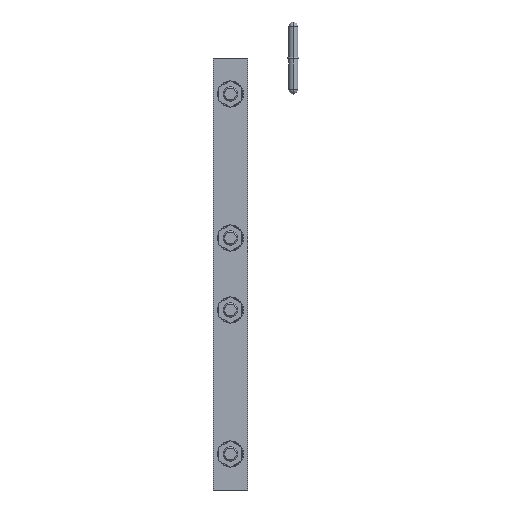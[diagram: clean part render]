
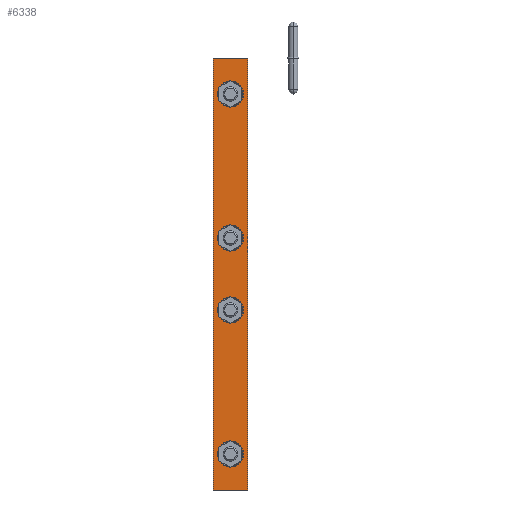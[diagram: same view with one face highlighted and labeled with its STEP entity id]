
A CAD part, left-side view. The second image highlights one B-rep face of the part: STEP entity #6338.
In plain terms, the highlighted planar face has unit normal (-1, 0, 0).
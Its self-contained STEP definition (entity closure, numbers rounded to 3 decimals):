
#69 = CIRCLE ( 'NONE', #8907, 4. ) ;
#82 = DIRECTION ( 'NONE',  ( -1., 0., 0. ) ) ;
#105 = FACE_BOUND ( 'NONE', #6561, .T. ) ;
#166 = PLANE ( 'NONE',  #7118 ) ;
#296 = AXIS2_PLACEMENT_3D ( 'NONE', #7848, #4751, #6448 ) ;
#338 = CARTESIAN_POINT ( 'NONE',  ( 0., 0., -24. ) ) ;
#351 = AXIS2_PLACEMENT_3D ( 'NONE', #1945, #3996, #8335 ) ;
#391 = ORIENTED_EDGE ( 'NONE', *, *, #1564, .F. ) ;
#554 = CARTESIAN_POINT ( 'NONE',  ( 0., -9.525, -120. ) ) ;
#560 = ORIENTED_EDGE ( 'NONE', *, *, #2139, .F. ) ;
#822 = ORIENTED_EDGE ( 'NONE', *, *, #3672, .F. ) ;
#872 = CARTESIAN_POINT ( 'NONE',  ( 0., 0., 104. ) ) ;
#970 = ORIENTED_EDGE ( 'NONE', *, *, #8786, .F. ) ;
#1037 = CARTESIAN_POINT ( 'NONE',  ( 0., 0., 24. ) ) ;
#1149 = VERTEX_POINT ( 'NONE', #4335 ) ;
#1267 = VERTEX_POINT ( 'NONE', #338 ) ;
#1416 = VERTEX_POINT ( 'NONE', #554 ) ;
#1440 = CARTESIAN_POINT ( 'NONE',  ( 0., 9.525, -120. ) ) ;
#1471 = CARTESIAN_POINT ( 'NONE',  ( 0., 0., -96. ) ) ;
#1543 = CARTESIAN_POINT ( 'NONE',  ( 0., 0., 16. ) ) ;
#1549 = EDGE_CURVE ( 'NONE', #1149, #7782, #5070, .T. ) ;
#1564 = EDGE_CURVE ( 'NONE', #1676, #5326, #5173, .T. ) ;
#1676 = VERTEX_POINT ( 'NONE', #1543 ) ;
#1746 = CARTESIAN_POINT ( 'NONE',  ( 0., 0., -100. ) ) ;
#1750 = CIRCLE ( 'NONE', #1876, 4. ) ;
#1779 = DIRECTION ( 'NONE',  ( 0., 0., 1. ) ) ;
#1876 = AXIS2_PLACEMENT_3D ( 'NONE', #8316, #7569, #1779 ) ;
#1945 = CARTESIAN_POINT ( 'NONE',  ( 0., 0., -100. ) ) ;
#2139 = EDGE_CURVE ( 'NONE', #1416, #1149, #4339, .T. ) ;
#2325 = CIRCLE ( 'NONE', #8258, 4. ) ;
#2358 = ORIENTED_EDGE ( 'NONE', *, *, #8763, .F. ) ;
#2394 = DIRECTION ( 'NONE',  ( 0., 0., 1. ) ) ;
#2473 = CARTESIAN_POINT ( 'NONE',  ( 0., -9.525, -120. ) ) ;
#2503 = DIRECTION ( 'NONE',  ( 0., 0., -1. ) ) ;
#3049 = CARTESIAN_POINT ( 'NONE',  ( 0., 0., 96. ) ) ;
#3110 = AXIS2_PLACEMENT_3D ( 'NONE', #7281, #8650, #3622 ) ;
#3545 = DIRECTION ( 'NONE',  ( -1., 0., 0. ) ) ;
#3584 = CARTESIAN_POINT ( 'NONE',  ( 0., 9.525, -120. ) ) ;
#3622 = DIRECTION ( 'NONE',  ( 0., 0., 1. ) ) ;
#3643 = DIRECTION ( 'NONE',  ( 0., 0., 1. ) ) ;
#3672 = EDGE_CURVE ( 'NONE', #5094, #6068, #8800, .T. ) ;
#3804 = FACE_BOUND ( 'NONE', #5306, .T. ) ;
#3848 = ORIENTED_EDGE ( 'NONE', *, *, #8081, .F. ) ;
#3911 = FACE_BOUND ( 'NONE', #5800, .T. ) ;
#3996 = DIRECTION ( 'NONE',  ( -1., 0., 0. ) ) ;
#4159 = EDGE_CURVE ( 'NONE', #7046, #4709, #2325, .T. ) ;
#4217 = EDGE_LOOP ( 'NONE', ( #3848, #6171, #560, #2358 ) ) ;
#4335 = CARTESIAN_POINT ( 'NONE',  ( 0., 9.525, -120. ) ) ;
#4337 = ORIENTED_EDGE ( 'NONE', *, *, #8194, .F. ) ;
#4339 = LINE ( 'NONE', #1440, #4800 ) ;
#4345 = CARTESIAN_POINT ( 'NONE',  ( 0., 0., 20. ) ) ;
#4442 = EDGE_CURVE ( 'NONE', #6068, #5094, #8676, .T. ) ;
#4579 = FACE_OUTER_BOUND ( 'NONE', #4217, .T. ) ;
#4709 = VERTEX_POINT ( 'NONE', #3049 ) ;
#4726 = DIRECTION ( 'NONE',  ( -1., 0., 0. ) ) ;
#4751 = DIRECTION ( 'NONE',  ( -1., 0., 0. ) ) ;
#4787 = ORIENTED_EDGE ( 'NONE', *, *, #4159, .F. ) ;
#4800 = VECTOR ( 'NONE', #7113, 1000. ) ;
#5014 = DIRECTION ( 'NONE',  ( 0., 0., 1. ) ) ;
#5070 = LINE ( 'NONE', #3584, #7538 ) ;
#5094 = VERTEX_POINT ( 'NONE', #1471 ) ;
#5173 = CIRCLE ( 'NONE', #5493, 4. ) ;
#5181 = DIRECTION ( 'NONE',  ( -1., 0., 0. ) ) ;
#5306 = EDGE_LOOP ( 'NONE', ( #9107, #4337 ) ) ;
#5326 = VERTEX_POINT ( 'NONE', #1037 ) ;
#5493 = AXIS2_PLACEMENT_3D ( 'NONE', #4345, #82, #5014 ) ;
#5603 = ORIENTED_EDGE ( 'NONE', *, *, #7681, .F. ) ;
#5656 = CARTESIAN_POINT ( 'NONE',  ( 0., 0., -16. ) ) ;
#5744 = CARTESIAN_POINT ( 'NONE',  ( 0., -9.525, 120. ) ) ;
#5800 = EDGE_LOOP ( 'NONE', ( #4787, #5603 ) ) ;
#5921 = VECTOR ( 'NONE', #6121, 1000. ) ;
#6068 = VERTEX_POINT ( 'NONE', #8437 ) ;
#6111 = LINE ( 'NONE', #2473, #7238 ) ;
#6121 = DIRECTION ( 'NONE',  ( 0., -1., 0. ) ) ;
#6171 = ORIENTED_EDGE ( 'NONE', *, *, #1549, .F. ) ;
#6196 = CARTESIAN_POINT ( 'NONE',  ( 0., 0., -20. ) ) ;
#6294 = ORIENTED_EDGE ( 'NONE', *, *, #4442, .F. ) ;
#6338 = ADVANCED_FACE ( 'NONE', ( #3911, #7718, #3804, #105, #4579 ), #166, .T. ) ;
#6353 = CARTESIAN_POINT ( 'NONE',  ( 0., 9.525, 120. ) ) ;
#6426 = CARTESIAN_POINT ( 'NONE',  ( 0., 0., 100. ) ) ;
#6448 = DIRECTION ( 'NONE',  ( 0., 0., 1. ) ) ;
#6503 = CIRCLE ( 'NONE', #3110, 4. ) ;
#6561 = EDGE_LOOP ( 'NONE', ( #822, #6294 ) ) ;
#6795 = DIRECTION ( 'NONE',  ( 0., 0., 1. ) ) ;
#6848 = VERTEX_POINT ( 'NONE', #5744 ) ;
#7046 = VERTEX_POINT ( 'NONE', #872 ) ;
#7113 = DIRECTION ( 'NONE',  ( 0., 1., 0. ) ) ;
#7118 = AXIS2_PLACEMENT_3D ( 'NONE', #7294, #8843, #2394 ) ;
#7238 = VECTOR ( 'NONE', #2503, 1000. ) ;
#7281 = CARTESIAN_POINT ( 'NONE',  ( 0., 0., 100. ) ) ;
#7294 = CARTESIAN_POINT ( 'NONE',  ( 0., -9.525, 120. ) ) ;
#7480 = CARTESIAN_POINT ( 'NONE',  ( 0., 9.525, 120. ) ) ;
#7538 = VECTOR ( 'NONE', #3643, 1000. ) ;
#7569 = DIRECTION ( 'NONE',  ( -1., 0., 0. ) ) ;
#7586 = VERTEX_POINT ( 'NONE', #5656 ) ;
#7608 = CIRCLE ( 'NONE', #296, 4. ) ;
#7681 = EDGE_CURVE ( 'NONE', #4709, #7046, #6503, .T. ) ;
#7718 = FACE_BOUND ( 'NONE', #9214, .T. ) ;
#7782 = VERTEX_POINT ( 'NONE', #6353 ) ;
#7848 = CARTESIAN_POINT ( 'NONE',  ( 0., 0., -20. ) ) ;
#8081 = EDGE_CURVE ( 'NONE', #7782, #6848, #8377, .T. ) ;
#8194 = EDGE_CURVE ( 'NONE', #1267, #7586, #7608, .T. ) ;
#8258 = AXIS2_PLACEMENT_3D ( 'NONE', #6426, #3545, #8584 ) ;
#8316 = CARTESIAN_POINT ( 'NONE',  ( 0., 0., 20. ) ) ;
#8335 = DIRECTION ( 'NONE',  ( 0., 0., 1. ) ) ;
#8377 = LINE ( 'NONE', #7480, #5921 ) ;
#8437 = CARTESIAN_POINT ( 'NONE',  ( 0., 0., -104. ) ) ;
#8584 = DIRECTION ( 'NONE',  ( 0., 0., 1. ) ) ;
#8650 = DIRECTION ( 'NONE',  ( -1., 0., 0. ) ) ;
#8676 = CIRCLE ( 'NONE', #9217, 4. ) ;
#8763 = EDGE_CURVE ( 'NONE', #6848, #1416, #6111, .T. ) ;
#8786 = EDGE_CURVE ( 'NONE', #5326, #1676, #1750, .T. ) ;
#8800 = CIRCLE ( 'NONE', #351, 4. ) ;
#8843 = DIRECTION ( 'NONE',  ( -1., 0., 0. ) ) ;
#8907 = AXIS2_PLACEMENT_3D ( 'NONE', #6196, #4726, #8998 ) ;
#8998 = DIRECTION ( 'NONE',  ( 0., 0., 1. ) ) ;
#9051 = EDGE_CURVE ( 'NONE', #7586, #1267, #69, .T. ) ;
#9107 = ORIENTED_EDGE ( 'NONE', *, *, #9051, .F. ) ;
#9214 = EDGE_LOOP ( 'NONE', ( #970, #391 ) ) ;
#9217 = AXIS2_PLACEMENT_3D ( 'NONE', #1746, #5181, #6795 ) ;
